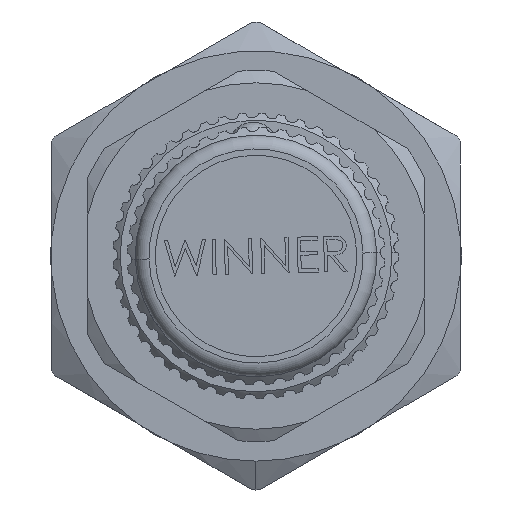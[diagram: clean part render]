
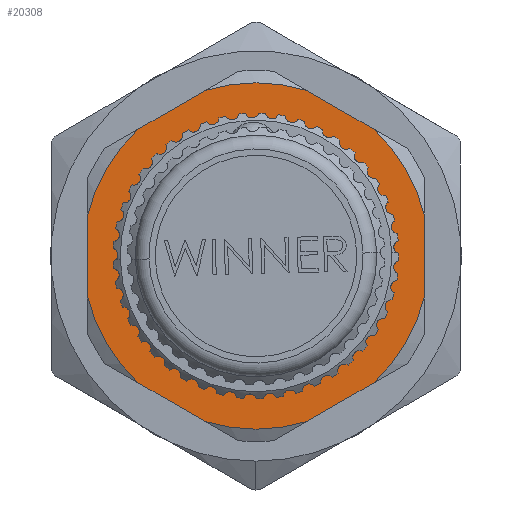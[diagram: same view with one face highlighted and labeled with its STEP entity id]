
A CAD part, left-side view. The second image highlights one B-rep face of the part: STEP entity #20308.
In plain terms, the highlighted planar face has unit normal (-1, 0, 0).
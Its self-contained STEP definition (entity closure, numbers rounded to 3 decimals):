
#809 = DIRECTION ( 'NONE',  ( -1., 0., 0. ) ) ;
#866 = VECTOR ( 'NONE', #25024, 1000. ) ;
#889 = CARTESIAN_POINT ( 'NONE',  ( -12.6, 0., 0. ) ) ;
#1134 = AXIS2_PLACEMENT_3D ( 'NONE', #12788, #22019, #22114 ) ;
#2146 = DIRECTION ( 'NONE',  ( 0., -0.866, -0.5 ) ) ;
#2454 = FACE_BOUND ( 'NONE', #3119, .T. ) ;
#2460 = ORIENTED_EDGE ( 'NONE', *, *, #28863, .F. ) ;
#2485 = ORIENTED_EDGE ( 'NONE', *, *, #13447, .F. ) ;
#2611 = CARTESIAN_POINT ( 'NONE',  ( -12.6, 0., 0. ) ) ;
#2647 = LINE ( 'NONE', #6626, #866 ) ;
#2650 = CARTESIAN_POINT ( 'NONE',  ( -12.6, 5.7, -18.648 ) ) ;
#2852 = DIRECTION ( 'NONE',  ( -1., 0., 0. ) ) ;
#3119 = EDGE_LOOP ( 'NONE', ( #20675, #16678 ) ) ;
#3139 = VERTEX_POINT ( 'NONE', #21910 ) ;
#3250 = AXIS2_PLACEMENT_3D ( 'NONE', #16279, #14059, #30236 ) ;
#3358 = CARTESIAN_POINT ( 'NONE',  ( -12.6, 0., 0. ) ) ;
#4687 = AXIS2_PLACEMENT_3D ( 'NONE', #889, #2852, #14688 ) ;
#5182 = VERTEX_POINT ( 'NONE', #15508 ) ;
#5517 = DIRECTION ( 'NONE',  ( -1., 0., 0. ) ) ;
#5600 = LINE ( 'NONE', #23995, #23414 ) ;
#5846 = VERTEX_POINT ( 'NONE', #9687 ) ;
#6327 = AXIS2_PLACEMENT_3D ( 'NONE', #10550, #14920, #19555 ) ;
#6626 = CARTESIAN_POINT ( 'NONE',  ( -12.6, 19., -10.97 ) ) ;
#6735 = EDGE_CURVE ( 'NONE', #6867, #3139, #6935, .T. ) ;
#6867 = VERTEX_POINT ( 'NONE', #27855 ) ;
#6935 = CIRCLE ( 'NONE', #28671, 19.5 ) ;
#7217 = EDGE_CURVE ( 'NONE', #5182, #9539, #22189, .T. ) ;
#8211 = VECTOR ( 'NONE', #27403, 1000. ) ;
#8346 = VECTOR ( 'NONE', #27646, 1000. ) ;
#8567 = CARTESIAN_POINT ( 'NONE',  ( -12.6, 19., 10.97 ) ) ;
#8620 = CARTESIAN_POINT ( 'NONE',  ( -12.6, 13.3, -14.261 ) ) ;
#8949 = CIRCLE ( 'NONE', #1134, 19.5 ) ;
#9094 = LINE ( 'NONE', #8567, #29474 ) ;
#9539 = VERTEX_POINT ( 'NONE', #24733 ) ;
#9687 = CARTESIAN_POINT ( 'NONE',  ( -12.6, -19., 4.387 ) ) ;
#10029 = DIRECTION ( 'NONE',  ( 1., 0., 0. ) ) ;
#10289 = ORIENTED_EDGE ( 'NONE', *, *, #15716, .F. ) ;
#10337 = EDGE_CURVE ( 'NONE', #3139, #21809, #16723, .T. ) ;
#10468 = VERTEX_POINT ( 'NONE', #2650 ) ;
#10480 = CARTESIAN_POINT ( 'NONE',  ( -12.6, -5.7, -18.648 ) ) ;
#10550 = CARTESIAN_POINT ( 'NONE',  ( -12.6, 0., 0. ) ) ;
#11167 = ORIENTED_EDGE ( 'NONE', *, *, #20303, .F. ) ;
#11232 = CARTESIAN_POINT ( 'NONE',  ( -12.6, -13.3, 14.261 ) ) ;
#11601 = EDGE_CURVE ( 'NONE', #5846, #23550, #15147, .T. ) ;
#12348 = EDGE_LOOP ( 'NONE', ( #22187, #2485, #10289, #26464, #13615, #22068, #2460, #16932, #28921, #27919, #22850, #11167 ) ) ;
#12675 = DIRECTION ( 'NONE',  ( 0., 0., -1. ) ) ;
#12723 = EDGE_CURVE ( 'NONE', #10468, #15337, #5600, .T. ) ;
#12788 = CARTESIAN_POINT ( 'NONE',  ( -12.6, 0., 0. ) ) ;
#13272 = EDGE_CURVE ( 'NONE', #28552, #10468, #8949, .T. ) ;
#13447 = EDGE_CURVE ( 'NONE', #20389, #17986, #2647, .T. ) ;
#13536 = EDGE_CURVE ( 'NONE', #17986, #28095, #26723, .T. ) ;
#13615 = ORIENTED_EDGE ( 'NONE', *, *, #13272, .F. ) ;
#13658 = DIRECTION ( 'NONE',  ( 0., -0.866, 0.5 ) ) ;
#14059 = DIRECTION ( 'NONE',  ( 1., 0., 0. ) ) ;
#14688 = DIRECTION ( 'NONE',  ( 0., -1., 0. ) ) ;
#14827 = AXIS2_PLACEMENT_3D ( 'NONE', #3358, #10029, #26267 ) ;
#14920 = DIRECTION ( 'NONE',  ( 1., 0., 0. ) ) ;
#15147 = LINE ( 'NONE', #29563, #8211 ) ;
#15337 = VERTEX_POINT ( 'NONE', #8620 ) ;
#15508 = CARTESIAN_POINT ( 'NONE',  ( -12.6, -6.875, 0. ) ) ;
#15716 = EDGE_CURVE ( 'NONE', #15337, #20389, #27434, .T. ) ;
#15977 = CARTESIAN_POINT ( 'NONE',  ( -12.6, -19., 32.909 ) ) ;
#16205 = CARTESIAN_POINT ( 'NONE',  ( -12.6, -13.3, -14.261 ) ) ;
#16270 = DIRECTION ( 'NONE',  ( 0., 1., 0. ) ) ;
#16279 = CARTESIAN_POINT ( 'NONE',  ( -12.6, 0., 0. ) ) ;
#16678 = ORIENTED_EDGE ( 'NONE', *, *, #7217, .F. ) ;
#16692 = DIRECTION ( 'NONE',  ( 0., 1., 0. ) ) ;
#16723 = LINE ( 'NONE', #20983, #26133 ) ;
#16932 = ORIENTED_EDGE ( 'NONE', *, *, #11601, .F. ) ;
#17123 = DIRECTION ( 'NONE',  ( 0., 0., -1. ) ) ;
#17770 = CARTESIAN_POINT ( 'NONE',  ( -12.6, -19., -10.97 ) ) ;
#17986 = VERTEX_POINT ( 'NONE', #26935 ) ;
#18384 = CIRCLE ( 'NONE', #19754, 6.875 ) ;
#18991 = DIRECTION ( 'NONE',  ( 1., 0., 0. ) ) ;
#19555 = DIRECTION ( 'NONE',  ( 0., 1., 0. ) ) ;
#19754 = AXIS2_PLACEMENT_3D ( 'NONE', #23814, #809, #12675 ) ;
#19891 = EDGE_CURVE ( 'NONE', #26049, #28552, #19962, .T. ) ;
#19962 = LINE ( 'NONE', #17770, #8346 ) ;
#20303 = EDGE_CURVE ( 'NONE', #28095, #6867, #9094, .T. ) ;
#20308 = ADVANCED_FACE ( 'NONE', ( #2454, #28381 ), #30224, .F. ) ;
#20389 = VERTEX_POINT ( 'NONE', #29936 ) ;
#20675 = ORIENTED_EDGE ( 'NONE', *, *, #29803, .F. ) ;
#20983 = CARTESIAN_POINT ( 'NONE',  ( -12.6, 0., 21.939 ) ) ;
#21809 = VERTEX_POINT ( 'NONE', #11232 ) ;
#21910 = CARTESIAN_POINT ( 'NONE',  ( -12.6, -5.7, 18.648 ) ) ;
#22019 = DIRECTION ( 'NONE',  ( 1., 0., 0. ) ) ;
#22068 = ORIENTED_EDGE ( 'NONE', *, *, #19891, .F. ) ;
#22114 = DIRECTION ( 'NONE',  ( 0., 1., 0. ) ) ;
#22187 = ORIENTED_EDGE ( 'NONE', *, *, #13536, .F. ) ;
#22189 = CIRCLE ( 'NONE', #23355, 6.875 ) ;
#22850 = ORIENTED_EDGE ( 'NONE', *, *, #6735, .F. ) ;
#23355 = AXIS2_PLACEMENT_3D ( 'NONE', #26281, #5517, #17123 ) ;
#23414 = VECTOR ( 'NONE', #26255, 1000. ) ;
#23550 = VERTEX_POINT ( 'NONE', #23569 ) ;
#23569 = CARTESIAN_POINT ( 'NONE',  ( -12.6, -19., -4.387 ) ) ;
#23814 = CARTESIAN_POINT ( 'NONE',  ( -12.6, 0., 0. ) ) ;
#23995 = CARTESIAN_POINT ( 'NONE',  ( -12.6, 0., -21.939 ) ) ;
#24688 = CIRCLE ( 'NONE', #4687, 19.5 ) ;
#24733 = CARTESIAN_POINT ( 'NONE',  ( -12.6, 6.875, 0. ) ) ;
#25024 = DIRECTION ( 'NONE',  ( 0., 0., 1. ) ) ;
#25832 = AXIS2_PLACEMENT_3D ( 'NONE', #15977, #27770, #16270 ) ;
#26049 = VERTEX_POINT ( 'NONE', #16205 ) ;
#26133 = VECTOR ( 'NONE', #2146, 1000. ) ;
#26255 = DIRECTION ( 'NONE',  ( 0., 0.866, 0.5 ) ) ;
#26267 = DIRECTION ( 'NONE',  ( 0., 1., 0. ) ) ;
#26281 = CARTESIAN_POINT ( 'NONE',  ( -12.6, 0., 0. ) ) ;
#26339 = EDGE_CURVE ( 'NONE', #5846, #21809, #24688, .T. ) ;
#26464 = ORIENTED_EDGE ( 'NONE', *, *, #12723, .F. ) ;
#26723 = CIRCLE ( 'NONE', #3250, 19.5 ) ;
#26935 = CARTESIAN_POINT ( 'NONE',  ( -12.6, 19., 4.387 ) ) ;
#27403 = DIRECTION ( 'NONE',  ( 0., 0., -1. ) ) ;
#27434 = CIRCLE ( 'NONE', #14827, 19.5 ) ;
#27646 = DIRECTION ( 'NONE',  ( 0., 0.866, -0.5 ) ) ;
#27770 = DIRECTION ( 'NONE',  ( 1., 0., 0. ) ) ;
#27855 = CARTESIAN_POINT ( 'NONE',  ( -12.6, 5.7, 18.648 ) ) ;
#27919 = ORIENTED_EDGE ( 'NONE', *, *, #10337, .F. ) ;
#28095 = VERTEX_POINT ( 'NONE', #29427 ) ;
#28381 = FACE_OUTER_BOUND ( 'NONE', #12348, .T. ) ;
#28552 = VERTEX_POINT ( 'NONE', #10480 ) ;
#28671 = AXIS2_PLACEMENT_3D ( 'NONE', #2611, #18991, #16692 ) ;
#28863 = EDGE_CURVE ( 'NONE', #23550, #26049, #30150, .T. ) ;
#28921 = ORIENTED_EDGE ( 'NONE', *, *, #26339, .T. ) ;
#29427 = CARTESIAN_POINT ( 'NONE',  ( -12.6, 13.3, 14.261 ) ) ;
#29474 = VECTOR ( 'NONE', #13658, 1000. ) ;
#29563 = CARTESIAN_POINT ( 'NONE',  ( -12.6, -19., 10.97 ) ) ;
#29803 = EDGE_CURVE ( 'NONE', #9539, #5182, #18384, .T. ) ;
#29936 = CARTESIAN_POINT ( 'NONE',  ( -12.6, 19., -4.387 ) ) ;
#30150 = CIRCLE ( 'NONE', #6327, 19.5 ) ;
#30224 = PLANE ( 'NONE',  #25832 ) ;
#30236 = DIRECTION ( 'NONE',  ( 0., 1., 0. ) ) ;
